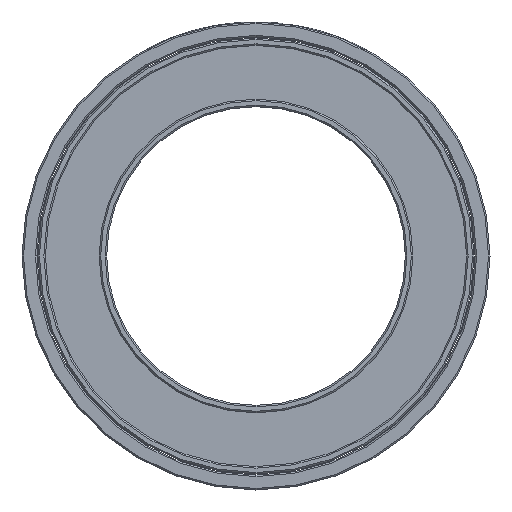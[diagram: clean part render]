
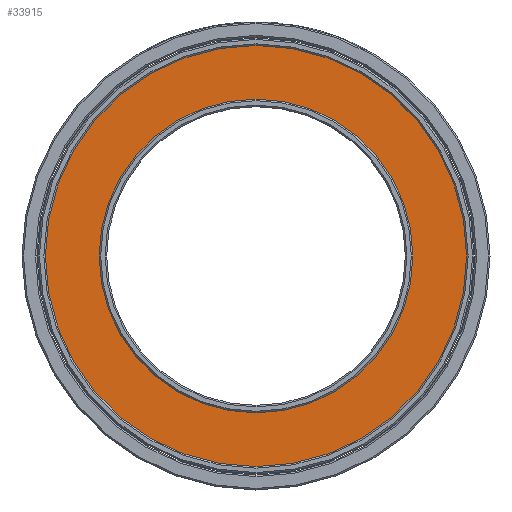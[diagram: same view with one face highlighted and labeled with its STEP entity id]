
A CAD part, front view. The second image highlights one B-rep face of the part: STEP entity #33915.
In plain terms, the highlighted planar face has unit normal (0, -1, 0).
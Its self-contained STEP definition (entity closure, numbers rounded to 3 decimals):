
#2009 = CIRCLE ( 'NONE', #30707, 21.15 ) ;
#3924 = AXIS2_PLACEMENT_3D ( 'NONE', #6732, #9916, #22094 ) ;
#4050 = EDGE_CURVE ( 'NONE', #34588, #13491, #33554, .T. ) ;
#5874 = EDGE_LOOP ( 'NONE', ( #24290, #7608 ) ) ;
#6197 = CARTESIAN_POINT ( 'NONE',  ( -21.15, -33., 0. ) ) ;
#6732 = CARTESIAN_POINT ( 'NONE',  ( 15.75, -33., 0. ) ) ;
#7608 = ORIENTED_EDGE ( 'NONE', *, *, #4050, .T. ) ;
#9498 = ORIENTED_EDGE ( 'NONE', *, *, #26313, .F. ) ;
#9916 = DIRECTION ( 'NONE',  ( 0., -1., 0. ) ) ;
#13491 = VERTEX_POINT ( 'NONE', #34878 ) ;
#15664 = ORIENTED_EDGE ( 'NONE', *, *, #27716, .F. ) ;
#16209 = AXIS2_PLACEMENT_3D ( 'NONE', #18925, #24910, #31326 ) ;
#18351 = EDGE_CURVE ( 'NONE', #13491, #34588, #2009, .T. ) ;
#18903 = FACE_BOUND ( 'NONE', #30469, .T. ) ;
#18925 = CARTESIAN_POINT ( 'NONE',  ( 0., -33., 0. ) ) ;
#19669 = AXIS2_PLACEMENT_3D ( 'NONE', #39555, #21393, #26804 ) ;
#19737 = VERTEX_POINT ( 'NONE', #33024 ) ;
#19757 = DIRECTION ( 'NONE',  ( 1., 0., 0. ) ) ;
#21393 = DIRECTION ( 'NONE',  ( 0., -1., 0. ) ) ;
#21890 = FACE_OUTER_BOUND ( 'NONE', #5874, .T. ) ;
#22094 = DIRECTION ( 'NONE',  ( 0., 0., -1. ) ) ;
#22471 = DIRECTION ( 'NONE',  ( 1., 0., 0. ) ) ;
#24290 = ORIENTED_EDGE ( 'NONE', *, *, #18351, .T. ) ;
#24910 = DIRECTION ( 'NONE',  ( 0., -1., 0. ) ) ;
#25669 = CARTESIAN_POINT ( 'NONE',  ( 0., -33., 0. ) ) ;
#26068 = DIRECTION ( 'NONE',  ( 0., -1., 0. ) ) ;
#26313 = EDGE_CURVE ( 'NONE', #35749, #19737, #36883, .T. ) ;
#26712 = AXIS2_PLACEMENT_3D ( 'NONE', #26737, #32162, #19757 ) ;
#26737 = CARTESIAN_POINT ( 'NONE',  ( 0., -33., 0. ) ) ;
#26804 = DIRECTION ( 'NONE',  ( 1., 0., 0. ) ) ;
#27716 = EDGE_CURVE ( 'NONE', #19737, #35749, #35634, .T. ) ;
#30469 = EDGE_LOOP ( 'NONE', ( #15664, #9498 ) ) ;
#30707 = AXIS2_PLACEMENT_3D ( 'NONE', #25669, #26068, #22471 ) ;
#31326 = DIRECTION ( 'NONE',  ( 1., 0., 0. ) ) ;
#32162 = DIRECTION ( 'NONE',  ( 0., -1., 0. ) ) ;
#33024 = CARTESIAN_POINT ( 'NONE',  ( 15.75, -33., 0. ) ) ;
#33554 = CIRCLE ( 'NONE', #16209, 21.15 ) ;
#33915 = ADVANCED_FACE ( 'NONE', ( #21890, #18903 ), #34096, .T. ) ;
#34096 = PLANE ( 'NONE',  #3924 ) ;
#34588 = VERTEX_POINT ( 'NONE', #6197 ) ;
#34608 = CARTESIAN_POINT ( 'NONE',  ( -15.75, -33., 0. ) ) ;
#34878 = CARTESIAN_POINT ( 'NONE',  ( 21.15, -33., 0. ) ) ;
#35634 = CIRCLE ( 'NONE', #26712, 15.75 ) ;
#35749 = VERTEX_POINT ( 'NONE', #34608 ) ;
#36883 = CIRCLE ( 'NONE', #19669, 15.75 ) ;
#39555 = CARTESIAN_POINT ( 'NONE',  ( 0., -33., 0. ) ) ;
